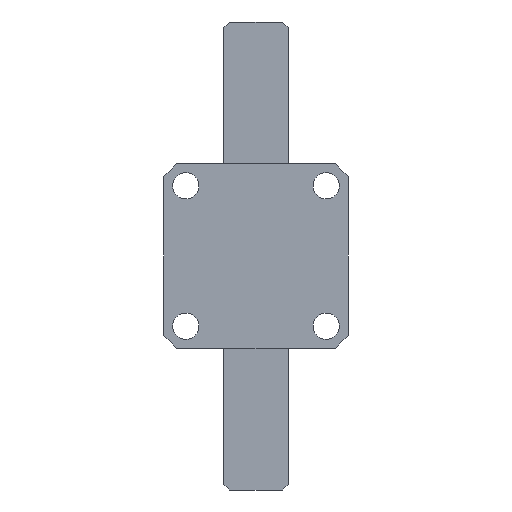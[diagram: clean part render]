
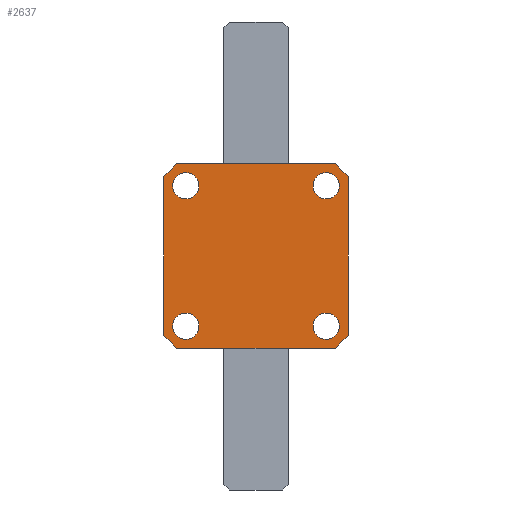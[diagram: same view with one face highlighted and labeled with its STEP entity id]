
A CAD part, front view. The second image highlights one B-rep face of the part: STEP entity #2637.
In plain terms, the highlighted planar face has unit normal (0, -1, 0).
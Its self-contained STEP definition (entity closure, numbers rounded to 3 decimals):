
#623 = CIRCLE ( 'NONE', #1300, 41.5 ) ;
#624 = CIRCLE ( 'NONE', #1301, 41.5 ) ;
#625 = CIRCLE ( 'NONE', #1302, 41.5 ) ;
#626 = CIRCLE ( 'NONE', #1303, 4.5 ) ;
#627 = CIRCLE ( 'NONE', #1304, 4.5 ) ;
#628 = CIRCLE ( 'NONE', #1305, 4.5 ) ;
#630 = CIRCLE ( 'NONE', #1306, 4.5 ) ;
#631 = VECTOR ( 'NONE', #2867, 1000. ) ;
#634 = LINE ( 'NONE', #2868, #631 ) ;
#703 = CIRCLE ( 'NONE', #1312, 41.5 ) ;
#796 = VECTOR ( 'NONE', #4162, 1000. ) ;
#798 = LINE ( 'NONE', #4164, #796 ) ;
#802 = VECTOR ( 'NONE', #4159, 1000. ) ;
#805 = LINE ( 'NONE', #4161, #802 ) ;
#837 = CIRCLE ( 'NONE', #1357, 4.5 ) ;
#1195 = AXIS2_PLACEMENT_3D ( 'NONE', #6093, #6092, #6091 ) ;
#1285 = AXIS2_PLACEMENT_3D ( 'NONE', #6011, #6010, #6009 ) ;
#1300 = AXIS2_PLACEMENT_3D ( 'NONE', #2844, #2843, #2842 ) ;
#1301 = AXIS2_PLACEMENT_3D ( 'NONE', #2847, #2846, #2845 ) ;
#1302 = AXIS2_PLACEMENT_3D ( 'NONE', #2852, #2851, #2850 ) ;
#1303 = AXIS2_PLACEMENT_3D ( 'NONE', #2855, #2854, #2853 ) ;
#1304 = AXIS2_PLACEMENT_3D ( 'NONE', #2858, #2857, #2856 ) ;
#1305 = AXIS2_PLACEMENT_3D ( 'NONE', #2861, #2860, #2859 ) ;
#1306 = AXIS2_PLACEMENT_3D ( 'NONE', #2864, #2863, #2862 ) ;
#1312 = AXIS2_PLACEMENT_3D ( 'NONE', #1432, #1433, #1434 ) ;
#1349 = AXIS2_PLACEMENT_3D ( 'NONE', #6043, #6040, #6039 ) ;
#1357 = AXIS2_PLACEMENT_3D ( 'NONE', #4272, #4271, #4270 ) ;
#1432 = CARTESIAN_POINT ( 'NONE',  ( 0., 0., 0. ) ) ;
#1433 = DIRECTION ( 'NONE',  ( 0., -1., 0. ) ) ;
#1434 = DIRECTION ( 'NONE',  ( 0., 0., -1. ) ) ;
#2243 = CIRCLE ( 'NONE', #1349, 4.5 ) ;
#2255 = CIRCLE ( 'NONE', #1195, 4.5 ) ;
#2264 = VECTOR ( 'NONE', #6112, 1000. ) ;
#2269 = LINE ( 'NONE', #6117, #2264 ) ;
#2510 = CIRCLE ( 'NONE', #1285, 4.5 ) ;
#2637 = ADVANCED_FACE ( 'NONE', ( #5013, #5010, #5016, #5017, #5012 ), #3146, .T. ) ;
#2842 = DIRECTION ( 'NONE',  ( 0., 0., -1. ) ) ;
#2843 = DIRECTION ( 'NONE',  ( 0., -1., 0. ) ) ;
#2844 = CARTESIAN_POINT ( 'NONE',  ( 0., 0., 0. ) ) ;
#2845 = DIRECTION ( 'NONE',  ( 0., 0., -1. ) ) ;
#2846 = DIRECTION ( 'NONE',  ( 0., -1., 0. ) ) ;
#2847 = CARTESIAN_POINT ( 'NONE',  ( 0., 0., 0. ) ) ;
#2850 = DIRECTION ( 'NONE',  ( 0., 0., -1. ) ) ;
#2851 = DIRECTION ( 'NONE',  ( 0., -1., 0. ) ) ;
#2852 = CARTESIAN_POINT ( 'NONE',  ( 0., 0., 0. ) ) ;
#2853 = DIRECTION ( 'NONE',  ( 0., 0., -1. ) ) ;
#2854 = DIRECTION ( 'NONE',  ( 0., -1., 0. ) ) ;
#2855 = CARTESIAN_POINT ( 'NONE',  ( -24., 0., -24. ) ) ;
#2856 = DIRECTION ( 'NONE',  ( 0., 0., -1. ) ) ;
#2857 = DIRECTION ( 'NONE',  ( 0., -1., 0. ) ) ;
#2858 = CARTESIAN_POINT ( 'NONE',  ( -24., 0., 24. ) ) ;
#2859 = DIRECTION ( 'NONE',  ( 0., 0., -1. ) ) ;
#2860 = DIRECTION ( 'NONE',  ( 0., -1., 0. ) ) ;
#2861 = CARTESIAN_POINT ( 'NONE',  ( 24., 0., 24. ) ) ;
#2862 = DIRECTION ( 'NONE',  ( 0., 0., -1. ) ) ;
#2863 = DIRECTION ( 'NONE',  ( 0., -1., 0. ) ) ;
#2864 = CARTESIAN_POINT ( 'NONE',  ( 24., 0., -24. ) ) ;
#2867 = DIRECTION ( 'NONE',  ( 0., 0., 1. ) ) ;
#2868 = CARTESIAN_POINT ( 'NONE',  ( -31.5, 0., 31.5 ) ) ;
#3135 = DIRECTION ( 'NONE',  ( 0., -1., 0. ) ) ;
#3141 = CARTESIAN_POINT ( 'NONE',  ( 0., 0., 0. ) ) ;
#3142 = DIRECTION ( 'NONE',  ( 0., 0., -1. ) ) ;
#3146 = PLANE ( 'NONE',  #6320 ) ;
#3149 = ORIENTED_EDGE ( 'NONE', *, *, #5650, .F. ) ;
#3167 = ORIENTED_EDGE ( 'NONE', *, *, #5628, .F. ) ;
#3185 = ORIENTED_EDGE ( 'NONE', *, *, #5642, .F. ) ;
#3371 = EDGE_LOOP ( 'NONE', ( #3185, #5341 ) ) ;
#3372 = EDGE_LOOP ( 'NONE', ( #5295, #5325 ) ) ;
#3399 = EDGE_LOOP ( 'NONE', ( #3167, #5286, #5340, #5284, #5078, #5333, #5328, #5280 ) ) ;
#3434 = EDGE_LOOP ( 'NONE', ( #3149, #5336 ) ) ;
#3484 = EDGE_LOOP ( 'NONE', ( #5314, #5309 ) ) ;
#3542 = VERTEX_POINT ( 'NONE', #6554 ) ;
#3561 = VERTEX_POINT ( 'NONE', #6532 ) ;
#3567 = VERTEX_POINT ( 'NONE', #6543 ) ;
#3568 = VERTEX_POINT ( 'NONE', #4514 ) ;
#3578 = VERTEX_POINT ( 'NONE', #4713 ) ;
#3617 = VERTEX_POINT ( 'NONE', #4542 ) ;
#3624 = VERTEX_POINT ( 'NONE', #4482 ) ;
#3637 = VERTEX_POINT ( 'NONE', #4426 ) ;
#3656 = VERTEX_POINT ( 'NONE', #4741 ) ;
#3715 = VERTEX_POINT ( 'NONE', #4673 ) ;
#3753 = VERTEX_POINT ( 'NONE', #4631 ) ;
#3766 = VERTEX_POINT ( 'NONE', #4614 ) ;
#3770 = VERTEX_POINT ( 'NONE', #4608 ) ;
#3780 = VERTEX_POINT ( 'NONE', #4597 ) ;
#3781 = VERTEX_POINT ( 'NONE', #4596 ) ;
#3801 = VERTEX_POINT ( 'NONE', #4571 ) ;
#4159 = DIRECTION ( 'NONE',  ( 0., 0., -1. ) ) ;
#4161 = CARTESIAN_POINT ( 'NONE',  ( 31.5, 0., 31.5 ) ) ;
#4162 = DIRECTION ( 'NONE',  ( 1., 0., 0. ) ) ;
#4164 = CARTESIAN_POINT ( 'NONE',  ( -31.5, 0., 31.5 ) ) ;
#4270 = DIRECTION ( 'NONE',  ( 0., 0., -1. ) ) ;
#4271 = DIRECTION ( 'NONE',  ( 0., -1., 0. ) ) ;
#4272 = CARTESIAN_POINT ( 'NONE',  ( -24., 0., 24. ) ) ;
#4426 = CARTESIAN_POINT ( 'NONE',  ( 24., 0., 19.5 ) ) ;
#4482 = CARTESIAN_POINT ( 'NONE',  ( -24., 0., 28.5 ) ) ;
#4514 = CARTESIAN_POINT ( 'NONE',  ( -24., 0., 19.5 ) ) ;
#4542 = CARTESIAN_POINT ( 'NONE',  ( 24., 0., -28.5 ) ) ;
#4571 = CARTESIAN_POINT ( 'NONE',  ( 31.5, 0., -27.019 ) ) ;
#4596 = CARTESIAN_POINT ( 'NONE',  ( -24., 0., -19.5 ) ) ;
#4597 = CARTESIAN_POINT ( 'NONE',  ( -31.5, 0., 27.019 ) ) ;
#4608 = CARTESIAN_POINT ( 'NONE',  ( -31.5, 0., -27.019 ) ) ;
#4614 = CARTESIAN_POINT ( 'NONE',  ( 31.5, 0., 27.019 ) ) ;
#4631 = CARTESIAN_POINT ( 'NONE',  ( 27.019, 0., -31.5 ) ) ;
#4673 = CARTESIAN_POINT ( 'NONE',  ( 24., 0., -19.5 ) ) ;
#4713 = CARTESIAN_POINT ( 'NONE',  ( 27.019, 0., 31.5 ) ) ;
#4741 = CARTESIAN_POINT ( 'NONE',  ( -27.019, 0., -31.5 ) ) ;
#5010 = FACE_BOUND ( 'NONE', #3371, .T. ) ;
#5012 = FACE_OUTER_BOUND ( 'NONE', #3399, .T. ) ;
#5013 = FACE_BOUND ( 'NONE', #3484, .T. ) ;
#5016 = FACE_BOUND ( 'NONE', #3372, .T. ) ;
#5017 = FACE_BOUND ( 'NONE', #3434, .T. ) ;
#5078 = ORIENTED_EDGE ( 'NONE', *, *, #5880, .F. ) ;
#5280 = ORIENTED_EDGE ( 'NONE', *, *, #6449, .T. ) ;
#5284 = ORIENTED_EDGE ( 'NONE', *, *, #6510, .T. ) ;
#5286 = ORIENTED_EDGE ( 'NONE', *, *, #6509, .T. ) ;
#5295 = ORIENTED_EDGE ( 'NONE', *, *, #5855, .F. ) ;
#5309 = ORIENTED_EDGE ( 'NONE', *, *, #6505, .F. ) ;
#5314 = ORIENTED_EDGE ( 'NONE', *, *, #5634, .F. ) ;
#5325 = ORIENTED_EDGE ( 'NONE', *, *, #6507, .F. ) ;
#5328 = ORIENTED_EDGE ( 'NONE', *, *, #6503, .F. ) ;
#5333 = ORIENTED_EDGE ( 'NONE', *, *, #6511, .T. ) ;
#5336 = ORIENTED_EDGE ( 'NONE', *, *, #6508, .F. ) ;
#5340 = ORIENTED_EDGE ( 'NONE', *, *, #5876, .F. ) ;
#5341 = ORIENTED_EDGE ( 'NONE', *, *, #6506, .F. ) ;
#5628 = EDGE_CURVE ( 'NONE', #3753, #3656, #2269, .T. ) ;
#5634 = EDGE_CURVE ( 'NONE', #3715, #3617, #2255, .T. ) ;
#5642 = EDGE_CURVE ( 'NONE', #3542, #3637, #2243, .T. ) ;
#5650 = EDGE_CURVE ( 'NONE', #3781, #3561, #2510, .T. ) ;
#5855 = EDGE_CURVE ( 'NONE', #3624, #3568, #837, .T. ) ;
#5876 = EDGE_CURVE ( 'NONE', #3766, #3801, #805, .T. ) ;
#5880 = EDGE_CURVE ( 'NONE', #3567, #3578, #798, .T. ) ;
#6009 = DIRECTION ( 'NONE',  ( 0., 0., -1. ) ) ;
#6010 = DIRECTION ( 'NONE',  ( 0., -1., 0. ) ) ;
#6011 = CARTESIAN_POINT ( 'NONE',  ( -24., 0., -24. ) ) ;
#6039 = DIRECTION ( 'NONE',  ( 0., 0., -1. ) ) ;
#6040 = DIRECTION ( 'NONE',  ( 0., -1., 0. ) ) ;
#6043 = CARTESIAN_POINT ( 'NONE',  ( 24., 0., 24. ) ) ;
#6091 = DIRECTION ( 'NONE',  ( 0., 0., -1. ) ) ;
#6092 = DIRECTION ( 'NONE',  ( 0., -1., 0. ) ) ;
#6093 = CARTESIAN_POINT ( 'NONE',  ( 24., 0., -24. ) ) ;
#6112 = DIRECTION ( 'NONE',  ( -1., 0., 0. ) ) ;
#6117 = CARTESIAN_POINT ( 'NONE',  ( -31.5, 0., -31.5 ) ) ;
#6320 = AXIS2_PLACEMENT_3D ( 'NONE', #3141, #3135, #3142 ) ;
#6449 = EDGE_CURVE ( 'NONE', #3770, #3656, #703, .T. ) ;
#6503 = EDGE_CURVE ( 'NONE', #3770, #3780, #634, .T. ) ;
#6505 = EDGE_CURVE ( 'NONE', #3617, #3715, #630, .T. ) ;
#6506 = EDGE_CURVE ( 'NONE', #3637, #3542, #628, .T. ) ;
#6507 = EDGE_CURVE ( 'NONE', #3568, #3624, #627, .T. ) ;
#6508 = EDGE_CURVE ( 'NONE', #3561, #3781, #626, .T. ) ;
#6509 = EDGE_CURVE ( 'NONE', #3753, #3801, #625, .T. ) ;
#6510 = EDGE_CURVE ( 'NONE', #3766, #3578, #624, .T. ) ;
#6511 = EDGE_CURVE ( 'NONE', #3567, #3780, #623, .T. ) ;
#6532 = CARTESIAN_POINT ( 'NONE',  ( -24., 0., -28.5 ) ) ;
#6543 = CARTESIAN_POINT ( 'NONE',  ( -27.019, 0., 31.5 ) ) ;
#6554 = CARTESIAN_POINT ( 'NONE',  ( 24., 0., 28.5 ) ) ;
